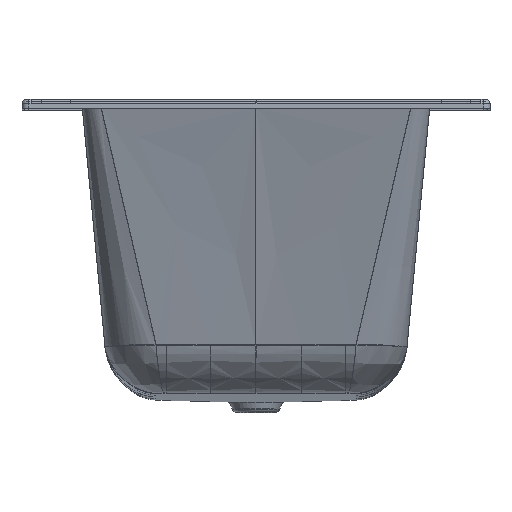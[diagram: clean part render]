
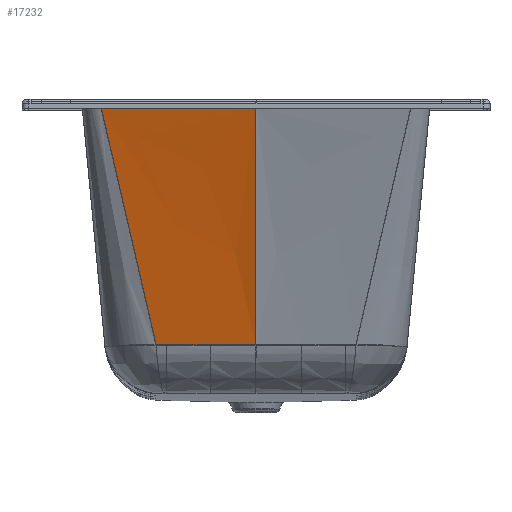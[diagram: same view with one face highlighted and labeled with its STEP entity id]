
A CAD part, top view. The second image highlights one B-rep face of the part: STEP entity #17232.
In plain terms, the highlighted free-form (B-spline) face has degree [3, 3] with [5, 5] control points.
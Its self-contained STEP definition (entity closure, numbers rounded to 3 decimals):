
#3645=CARTESIAN_POINT('',(-248.457,-12.836,
751.72));
#3675=CARTESIAN_POINT('',(-143.447,-394.381,
631.044));
#3676=CARTESIAN_POINT('',(-146.217,-394.382,
631.082));
#3677=CARTESIAN_POINT('',(-151.758,-394.393,
631.149));
#3678=CARTESIAN_POINT('',(-157.3,-394.375,
631.209));
#3679=CARTESIAN_POINT('',(-160.069,-394.387,
631.23));
#3689=CARTESIAN_POINT('',(-160.069,-394.387,
631.23));
#3690=CARTESIAN_POINT('',(-174.748,-330.904,
651.277));
#3691=CARTESIAN_POINT('',(-204.16,-203.711,
691.442));
#3692=CARTESIAN_POINT('',(-233.637,-76.529,
731.606));
#3693=CARTESIAN_POINT('',(-248.457,-12.836,
751.72));
#3695=CARTESIAN_POINT('',(-248.457,-12.836,
751.72));
#3696=CARTESIAN_POINT('',(-246.213,-12.833,
751.717));
#3697=CARTESIAN_POINT('',(-241.608,-12.826,
751.709));
#3698=CARTESIAN_POINT('',(-234.033,-12.813,
751.694));
#3699=CARTESIAN_POINT('',(-225.183,-12.796,
751.677));
#3700=CARTESIAN_POINT('',(-214.879,-12.777,
751.657));
#3701=CARTESIAN_POINT('',(-202.66,-12.757,
751.636));
#3702=CARTESIAN_POINT('',(-187.782,-12.735,
751.614));
#3703=CARTESIAN_POINT('',(-170.893,-12.714,
751.593));
#3704=CARTESIAN_POINT('',(-154.694,-12.697,
751.576));
#3705=CARTESIAN_POINT('',(-139.928,-12.683,
751.563));
#3706=CARTESIAN_POINT('',(-125.736,-12.672,
751.551));
#3707=CARTESIAN_POINT('',(-111.312,-12.661,
751.541));
#3708=CARTESIAN_POINT('',(-96.552,-12.652,
751.532));
#3709=CARTESIAN_POINT('',(-81.374,-12.644,
751.524));
#3710=CARTESIAN_POINT('',(-65.035,-12.638,
751.518));
#3711=CARTESIAN_POINT('',(-46.374,-12.632,
751.512));
#3712=CARTESIAN_POINT('',(-25.197,-12.627,
751.508));
#3713=CARTESIAN_POINT('',(-8.787,-12.626,
751.506));
#3714=CARTESIAN_POINT('',(0.,-12.626,
751.506));
#3716=CARTESIAN_POINT('',(0.,-394.391,628.122));
#3717=CARTESIAN_POINT('',(0.,-330.121,646.621));
#3718=CARTESIAN_POINT('',(0.,-202.178,
685.697));
#3719=CARTESIAN_POINT('',(0.,-75.566,
728.891));
#3720=CARTESIAN_POINT('',(0.,-12.626,
751.506));
#4571=CARTESIAN_POINT('',(-73.191,-394.367,
629.384));
#4572=CARTESIAN_POINT('',(-84.891,-394.364,
629.708));
#4573=CARTESIAN_POINT('',(-108.286,-394.371,
630.415));
#4574=CARTESIAN_POINT('',(-131.734,-394.377,
630.884));
#4575=CARTESIAN_POINT('',(-143.447,-394.381,
631.044));
#4591=CARTESIAN_POINT('',(0.,-394.391,628.122));
#4592=CARTESIAN_POINT('',(-12.186,-394.391,
628.122));
#4593=CARTESIAN_POINT('',(-36.587,-394.38,
628.43));
#4594=CARTESIAN_POINT('',(-60.979,-394.37,
629.045));
#4595=CARTESIAN_POINT('',(-73.191,-394.367,
629.384));
#4597=CARTESIAN_POINT('',(0.,-394.391,628.122));
#5042=VERTEX_POINT('',#3645);
#5059=VERTEX_POINT('',#4571);
#5060=VERTEX_POINT('',#4575);
#5061=VERTEX_POINT('',#3679);
#5111=VERTEX_POINT('',#4597);
#5117=VERTEX_POINT('',#3720);
#17194=CARTESIAN_POINT('',(4.195,-8.85,
752.865));
#17195=CARTESIAN_POINT('',(-74.798,-8.851,
752.863));
#17196=CARTESIAN_POINT('',(-201.228,-8.796,
752.936));
#17197=CARTESIAN_POINT('',(-235.664,-8.741,
753.004));
#17198=CARTESIAN_POINT('',(-250.577,-8.731,
753.017));
#17199=CARTESIAN_POINT('',(3.722,-73.034,
729.756));
#17200=CARTESIAN_POINT('',(-66.342,-73.028,
729.733));
#17201=CARTESIAN_POINT('',(-180.978,-73.368,
731.003));
#17202=CARTESIAN_POINT('',(-217.283,-73.712,
732.246));
#17203=CARTESIAN_POINT('',(-235.704,-73.799,
732.49));
#17204=CARTESIAN_POINT('',(2.779,-202.165,
685.657));
#17205=CARTESIAN_POINT('',(-49.482,-202.151,
685.608));
#17206=CARTESIAN_POINT('',(-140.521,-202.921,
688.284));
#17207=CARTESIAN_POINT('',(-180.721,-203.763,
690.892));
#17208=CARTESIAN_POINT('',(-206.076,-203.955,
691.412));
#17209=CARTESIAN_POINT('',(1.833,-332.68,
645.841));
#17210=CARTESIAN_POINT('',(-32.576,-332.669,
645.803));
#17211=CARTESIAN_POINT('',(-100.202,-333.264,
647.881));
#17212=CARTESIAN_POINT('',(-144.286,-333.962,
649.898));
#17213=CARTESIAN_POINT('',(-176.492,-334.11,
650.301));
#17214=CARTESIAN_POINT('',(1.361,-398.248,
627.014));
#17215=CARTESIAN_POINT('',(-24.137,-398.241,
626.991));
#17216=CARTESIAN_POINT('',(-80.122,-398.631,
628.262));
#17217=CARTESIAN_POINT('',(-126.082,-399.09,
629.491));
#17218=CARTESIAN_POINT('',(-161.707,-399.186,
629.737));
#17219=B_SPLINE_SURFACE_WITH_KNOTS('',3,3,((#17194,#17195,#17196,#17197,#17198),
(#17199,#17200,#17201,#17202,#17203),(#17204,#17205,#17206,#17207,#17208),(
#17209,#17210,#17211,#17212,#17213),(#17214,#17215,#17216,#17217,#17218)),
.UNSPECIFIED.,.F.,.F.,.F.,(4,1,4),(4,1,4),(0.005,0.416,
0.827),(-0.002,0.106,0.215),
.UNSPECIFIED.);
#17221=ORIENTED_EDGE('',*,*,#17220,.F.);
#17223=ORIENTED_EDGE('',*,*,#17222,.T.);
#17225=ORIENTED_EDGE('',*,*,#17224,.T.);
#17226=ORIENTED_EDGE('',*,*,#17184,.T.);
#17227=ORIENTED_EDGE('',*,*,#16988,.T.);
#17229=ORIENTED_EDGE('',*,*,#17228,.T.);
#17230=EDGE_LOOP('',(#17221,#17223,#17225,#17226,#17227,#17229));
#17231=FACE_OUTER_BOUND('',#17230,.F.);
#17232=ADVANCED_FACE('',(#17231),#17219,.F.);
#3680=B_SPLINE_CURVE_WITH_KNOTS('',3,(#3675,#3676,#3677,#3678,#3679),
.UNSPECIFIED.,.F.,.F.,(4,1,4),(0.,0.5,1.),.UNSPECIFIED.);
#3694=B_SPLINE_CURVE_WITH_KNOTS('',3,(#3689,#3690,#3691,#3692,#3693),
.UNSPECIFIED.,.F.,.F.,(4,1,4),(0.,0.499,1.),.UNSPECIFIED.);
#3715=B_SPLINE_CURVE_WITH_KNOTS('',3,(#3695,#3696,#3697,#3698,#3699,#3700,#3701,
#3702,#3703,#3704,#3705,#3706,#3707,#3708,#3709,#3710,#3711,#3712,#3713,#3714),
.UNSPECIFIED.,.F.,.F.,(4,1,1,1,1,1,1,1,1,1,1,1,1,1,1,1,1,4),(0.,
0.059,0.118,0.176,0.235,
0.294,0.353,0.412,0.471,
0.529,0.588,0.647,0.706,
0.765,0.824,0.882,0.941,1.),
.UNSPECIFIED.);
#3721=B_SPLINE_CURVE_WITH_KNOTS('',3,(#3716,#3717,#3718,#3719,#3720),
.UNSPECIFIED.,.F.,.F.,(4,1,4),(0.,0.5,1.),.UNSPECIFIED.);
#4576=B_SPLINE_CURVE_WITH_KNOTS('',3,(#4571,#4572,#4573,#4574,#4575),
.UNSPECIFIED.,.F.,.F.,(4,1,4),(0.,0.5,1.),.UNSPECIFIED.);
#4596=B_SPLINE_CURVE_WITH_KNOTS('',3,(#4591,#4592,#4593,#4594,#4595),
.UNSPECIFIED.,.F.,.F.,(4,1,4),(0.,0.5,1.),.UNSPECIFIED.);
#16988=EDGE_CURVE('',#5061,#5042,#3694,.T.);
#17184=EDGE_CURVE('',#5060,#5061,#3680,.T.);
#17220=EDGE_CURVE('',#5111,#5117,#3721,.T.);
#17222=EDGE_CURVE('',#5111,#5059,#4596,.T.);
#17224=EDGE_CURVE('',#5059,#5060,#4576,.T.);
#17228=EDGE_CURVE('',#5042,#5117,#3715,.T.);
